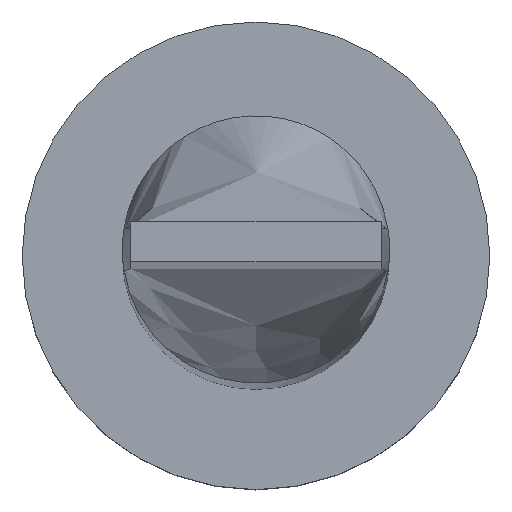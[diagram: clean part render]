
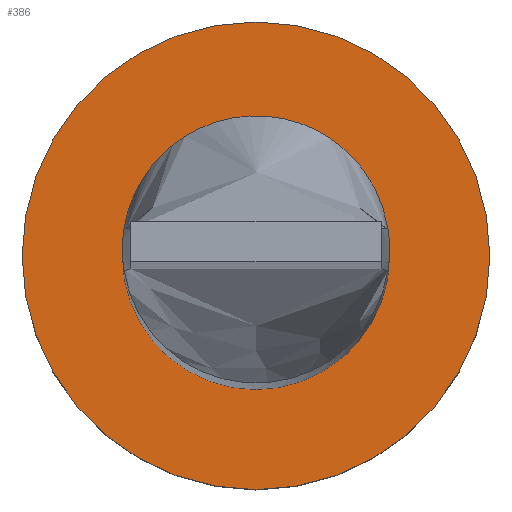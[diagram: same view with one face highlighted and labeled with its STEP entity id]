
A CAD part, top view. The second image highlights one B-rep face of the part: STEP entity #386.
In plain terms, the highlighted planar face has unit normal (0, 0, 1).
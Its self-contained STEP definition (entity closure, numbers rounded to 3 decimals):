
#6 = VERTEX_POINT ( 'NONE', #538 ) ;
#21 = DIRECTION ( 'NONE',  ( 0., 0., 1. ) ) ;
#31 = CARTESIAN_POINT ( 'NONE',  ( 0., 0., 5. ) ) ;
#33 = DIRECTION ( 'NONE',  ( 0., 0., 1. ) ) ;
#79 = AXIS2_PLACEMENT_3D ( 'NONE', #356, #125, #488 ) ;
#94 = CIRCLE ( 'NONE', #79, 4. ) ;
#95 = ORIENTED_EDGE ( 'NONE', *, *, #412, .T. ) ;
#124 = ORIENTED_EDGE ( 'NONE', *, *, #168, .F. ) ;
#125 = DIRECTION ( 'NONE',  ( 0., 0., 1. ) ) ;
#167 = VERTEX_POINT ( 'NONE', #190 ) ;
#168 = EDGE_CURVE ( 'NONE', #6, #167, #231, .T. ) ;
#190 = CARTESIAN_POINT ( 'NONE',  ( 4., 0., 5. ) ) ;
#192 = CIRCLE ( 'NONE', #207, 7. ) ;
#205 = DIRECTION ( 'NONE',  ( 1., 0., 0. ) ) ;
#207 = AXIS2_PLACEMENT_3D ( 'NONE', #441, #33, #205 ) ;
#208 = FACE_BOUND ( 'NONE', #313, .T. ) ;
#216 = PLANE ( 'NONE',  #218 ) ;
#218 = AXIS2_PLACEMENT_3D ( 'NONE', #31, #404, #485 ) ;
#231 = CIRCLE ( 'NONE', #322, 4. ) ;
#244 = DIRECTION ( 'NONE',  ( 1., 0., 0. ) ) ;
#265 = CARTESIAN_POINT ( 'NONE',  ( -7., 0., 5. ) ) ;
#279 = EDGE_LOOP ( 'NONE', ( #95, #487 ) ) ;
#286 = CARTESIAN_POINT ( 'NONE',  ( 7., 0., 5. ) ) ;
#296 = CARTESIAN_POINT ( 'NONE',  ( 0., 0., 5. ) ) ;
#313 = EDGE_LOOP ( 'NONE', ( #124, #482 ) ) ;
#322 = AXIS2_PLACEMENT_3D ( 'NONE', #296, #21, #557 ) ;
#333 = VERTEX_POINT ( 'NONE', #286 ) ;
#352 = CARTESIAN_POINT ( 'NONE',  ( 0., 0., 5. ) ) ;
#356 = CARTESIAN_POINT ( 'NONE',  ( 0., 0., 5. ) ) ;
#386 = ADVANCED_FACE ( 'NONE', ( #208, #529 ), #216, .T. ) ;
#404 = DIRECTION ( 'NONE',  ( 0., 0., 1. ) ) ;
#412 = EDGE_CURVE ( 'NONE', #437, #333, #192, .T. ) ;
#425 = AXIS2_PLACEMENT_3D ( 'NONE', #352, #572, #244 ) ;
#430 = EDGE_CURVE ( 'NONE', #167, #6, #94, .T. ) ;
#437 = VERTEX_POINT ( 'NONE', #265 ) ;
#441 = CARTESIAN_POINT ( 'NONE',  ( 0., 0., 5. ) ) ;
#454 = CIRCLE ( 'NONE', #425, 7. ) ;
#482 = ORIENTED_EDGE ( 'NONE', *, *, #430, .F. ) ;
#485 = DIRECTION ( 'NONE',  ( 1., 0., 0. ) ) ;
#487 = ORIENTED_EDGE ( 'NONE', *, *, #495, .T. ) ;
#488 = DIRECTION ( 'NONE',  ( 1., 0., 0. ) ) ;
#495 = EDGE_CURVE ( 'NONE', #333, #437, #454, .T. ) ;
#529 = FACE_OUTER_BOUND ( 'NONE', #279, .T. ) ;
#538 = CARTESIAN_POINT ( 'NONE',  ( -4., 0., 5. ) ) ;
#557 = DIRECTION ( 'NONE',  ( 1., 0., 0. ) ) ;
#572 = DIRECTION ( 'NONE',  ( 0., 0., 1. ) ) ;
